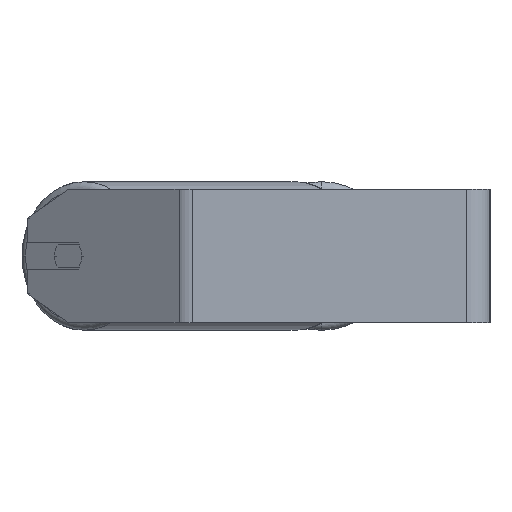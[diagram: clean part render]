
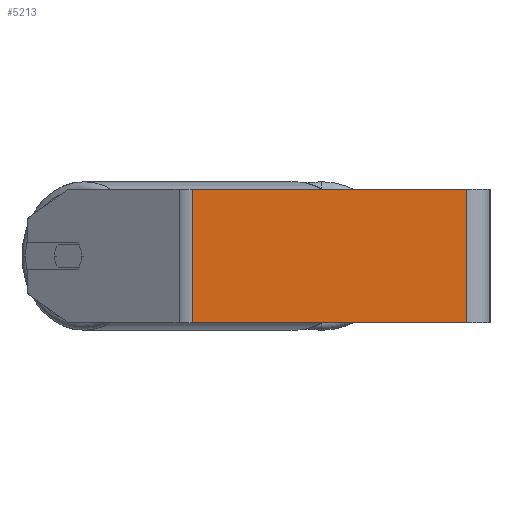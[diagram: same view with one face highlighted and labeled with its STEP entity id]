
A CAD part, left-side view. The second image highlights one B-rep face of the part: STEP entity #5213.
In plain terms, the highlighted planar face has unit normal (-1, 0, 0).
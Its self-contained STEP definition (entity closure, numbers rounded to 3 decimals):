
#158 = CARTESIAN_POINT ( 'NONE',  ( -400., 178.223, 40. ) ) ;
#311 = CARTESIAN_POINT ( 'NONE',  ( -400., 182.637, -40. ) ) ;
#826 = DIRECTION ( 'NONE',  ( 0., 0., -1. ) ) ;
#844 = DIRECTION ( 'NONE',  ( 0., -1., 0. ) ) ;
#903 = CARTESIAN_POINT ( 'NONE',  ( -400., 178.223, -40. ) ) ;
#1311 = DIRECTION ( 'NONE',  ( 0., 0., -1. ) ) ;
#1469 = CARTESIAN_POINT ( 'NONE',  ( -400., 14., 40. ) ) ;
#1705 = EDGE_CURVE ( 'NONE', #5112, #2330, #6141, .T. ) ;
#1772 = VECTOR ( 'NONE', #1311, 1000. ) ;
#1848 = LINE ( 'NONE', #4571, #1772 ) ;
#2055 = AXIS2_PLACEMENT_3D ( 'NONE', #3237, #4561, #5134 ) ;
#2330 = VERTEX_POINT ( 'NONE', #903 ) ;
#2547 = EDGE_CURVE ( 'NONE', #5112, #7622, #8201, .T. ) ;
#2614 = PLANE ( 'NONE',  #2055 ) ;
#2813 = CARTESIAN_POINT ( 'NONE',  ( -400., 14., -40. ) ) ;
#3237 = CARTESIAN_POINT ( 'NONE',  ( -400., 182.637, 40. ) ) ;
#4028 = ORIENTED_EDGE ( 'NONE', *, *, #4760, .F. ) ;
#4561 = DIRECTION ( 'NONE',  ( 1., 0., 0. ) ) ;
#4571 = CARTESIAN_POINT ( 'NONE',  ( -400., 14., 40. ) ) ;
#4760 = EDGE_CURVE ( 'NONE', #7622, #5650, #1848, .T. ) ;
#4812 = VECTOR ( 'NONE', #6692, 1000. ) ;
#4814 = ORIENTED_EDGE ( 'NONE', *, *, #5462, .T. ) ;
#5075 = ORIENTED_EDGE ( 'NONE', *, *, #1705, .T. ) ;
#5112 = VERTEX_POINT ( 'NONE', #7665 ) ;
#5134 = DIRECTION ( 'NONE',  ( 0., 0., -1. ) ) ;
#5213 = ADVANCED_FACE ( 'NONE', ( #8600 ), #2614, .F. ) ;
#5462 = EDGE_CURVE ( 'NONE', #2330, #5650, #6903, .T. ) ;
#5650 = VERTEX_POINT ( 'NONE', #2813 ) ;
#6141 = LINE ( 'NONE', #158, #6498 ) ;
#6498 = VECTOR ( 'NONE', #826, 1000. ) ;
#6692 = DIRECTION ( 'NONE',  ( 0., -1., 0. ) ) ;
#6776 = CARTESIAN_POINT ( 'NONE',  ( -400., 182.637, 40. ) ) ;
#6903 = LINE ( 'NONE', #311, #7705 ) ;
#6933 = ORIENTED_EDGE ( 'NONE', *, *, #2547, .F. ) ;
#7622 = VERTEX_POINT ( 'NONE', #1469 ) ;
#7665 = CARTESIAN_POINT ( 'NONE',  ( -400., 178.223, 40. ) ) ;
#7705 = VECTOR ( 'NONE', #844, 1000. ) ;
#7958 = EDGE_LOOP ( 'NONE', ( #4814, #4028, #6933, #5075 ) ) ;
#8201 = LINE ( 'NONE', #6776, #4812 ) ;
#8600 = FACE_OUTER_BOUND ( 'NONE', #7958, .T. ) ;
